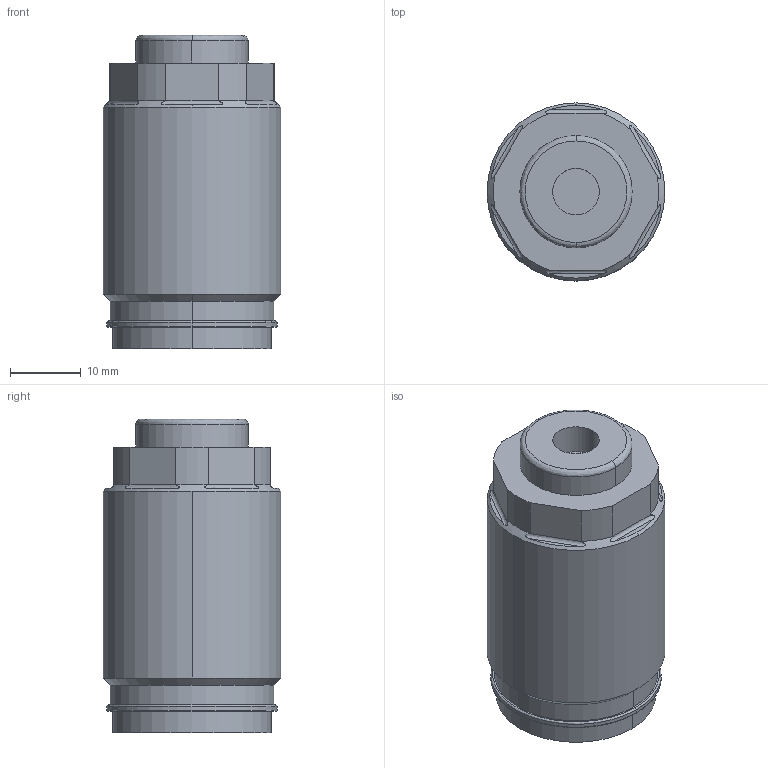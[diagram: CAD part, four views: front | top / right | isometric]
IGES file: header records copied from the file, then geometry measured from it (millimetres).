
Start section:  PTC IGES file: ilc10050610.igs
Global section: file name: ilc10050610.igs; native system: Pro/ENGINEER by Parametric Technology Corporation; preprocessor: 2007460; author: jdw; organization: Unknown; date: 20090604.115525; units: inch
Bounding box: 25.15 x 25.15 x 44.32 mm (x, y, z)
Surface area: 4344 mm2 (no closed solid volume)
Topology: 0 solids, 0 shells, 52 faces, 236 edges, 236 vertices
Faces by surface type: revolution 34, bspline 18
